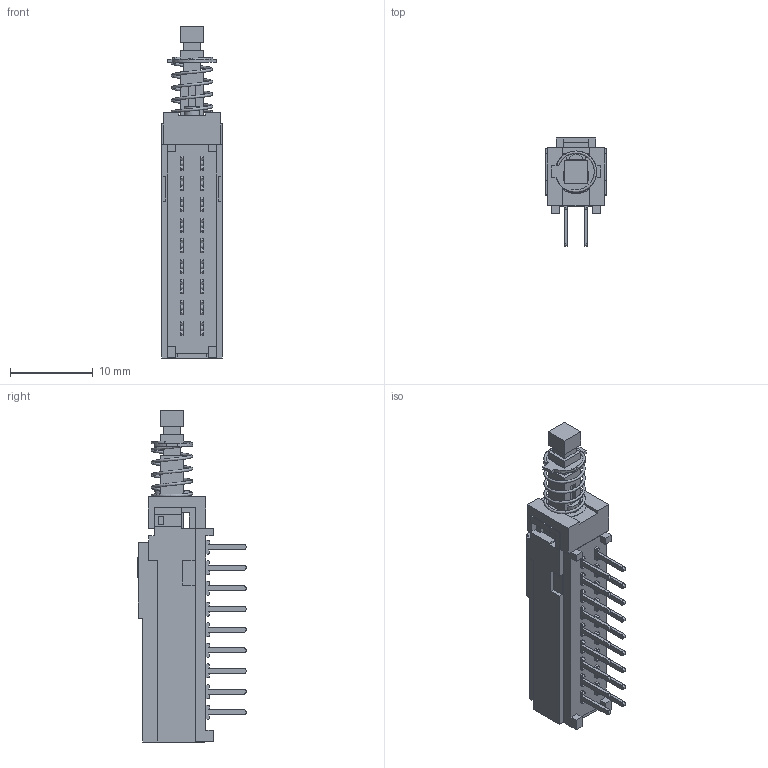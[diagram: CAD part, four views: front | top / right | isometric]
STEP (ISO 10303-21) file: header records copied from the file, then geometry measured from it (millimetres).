
FILE_DESCRIPTION((' '),'2;1');
FILE_NAME('PBH6UxxNAGX.stp','2017-07-25T13:55:16',(' '),(' '),' ','ACIS',' ');
FILE_SCHEMA(('CONFIG_CONTROL_DESIGN'));
Length unit declared in the file: inch
Products named in the file (7): PBH6UxxNAGX.stp; Body1; Body2; Body3; Body4; Body5; Body6
Assembly tree (6 placements, depth 2):
  PBH6UxxNAGX.stp
    Body1
    Body2
    Body3
    Body4
    Body5
    Body6
Bounding box: 7.3 x 13.15 x 40.2 mm (x, y, z)
Volume: 1044.4 mm3; surface area: 2446.9 mm2
Topology: 6 solids, 6 shells, 448 faces, 1241 edges, 820 vertices
Faces by surface type: plane 377, cylinder 70, bspline 1
Entity records: 15779 total; most frequent: CARTESIAN_POINT 3189, ORIENTED_EDGE 2482, DIRECTION 2306, EDGE_CURVE 1241, VECTOR 1090, LINE 1090, VERTEX_POINT 820, AXIS2_PLACEMENT_3D 608
